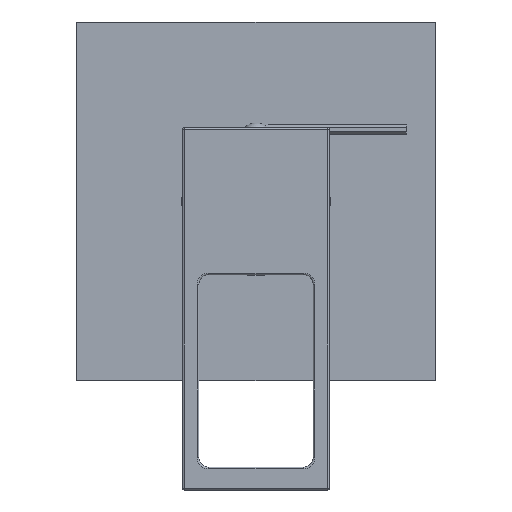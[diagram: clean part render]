
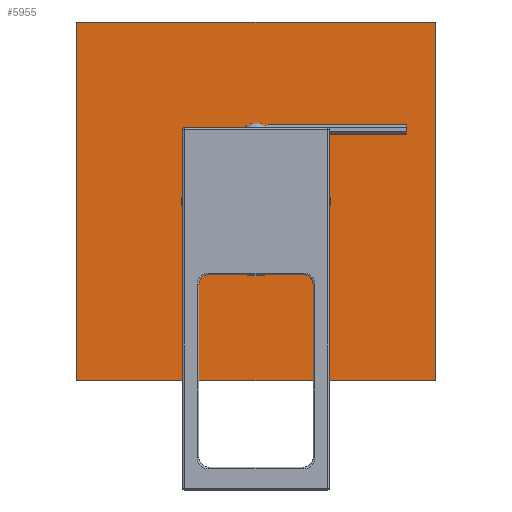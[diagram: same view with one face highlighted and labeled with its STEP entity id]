
A CAD part, top view. The second image highlights one B-rep face of the part: STEP entity #5955.
In plain terms, the highlighted face is planar.
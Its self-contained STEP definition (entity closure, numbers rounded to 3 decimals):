
#5608=CARTESIAN_POINT('',(0.,2.,0.));
#5609=DIRECTION('',(0.,-1.,0.));
#5610=DIRECTION('',(1.,0.,0.));
#5611=AXIS2_PLACEMENT_3D('',#5608,#5609,#5610);
#5616=CARTESIAN_POINT('',(0.,2.,0.));
#5617=DIRECTION('',(0.,-1.,0.));
#5618=DIRECTION('',(-1.,0.,0.));
#5619=AXIS2_PLACEMENT_3D('',#5616,#5617,#5618);
#5624=DIRECTION('',(0.,0.,1.));
#5625=VECTOR('',#5624,110.);
#5626=CARTESIAN_POINT('',(-55.,2.,-55.));
#5627=LINE('',#5626,#5625);
#5631=DIRECTION('',(-1.,0.,0.));
#5632=VECTOR('',#5631,110.);
#5633=CARTESIAN_POINT('',(55.,2.,-55.));
#5634=LINE('',#5633,#5632);
#5638=DIRECTION('',(0.,0.,-1.));
#5639=VECTOR('',#5638,110.);
#5640=CARTESIAN_POINT('',(55.,2.,55.));
#5641=LINE('',#5640,#5639);
#5645=DIRECTION('',(1.,0.,0.));
#5646=VECTOR('',#5645,110.);
#5647=CARTESIAN_POINT('',(-55.,2.,55.));
#5648=LINE('',#5647,#5646);
#5828=CARTESIAN_POINT('',(22.8,2.,0.));
#5829=CARTESIAN_POINT('',(-22.8,2.,0.));
#5830=VERTEX_POINT('',#5828);
#5831=VERTEX_POINT('',#5829);
#5832=CARTESIAN_POINT('',(-55.,2.,-55.));
#5833=CARTESIAN_POINT('',(-55.,2.,55.));
#5834=VERTEX_POINT('',#5832);
#5835=VERTEX_POINT('',#5833);
#5836=CARTESIAN_POINT('',(55.,2.,55.));
#5837=VERTEX_POINT('',#5836);
#5838=CARTESIAN_POINT('',(55.,2.,-55.));
#5839=VERTEX_POINT('',#5838);
#5936=CARTESIAN_POINT('',(0.,2.,0.));
#5937=DIRECTION('',(0.,1.,0.));
#5938=DIRECTION('',(1.,0.,0.));
#5939=AXIS2_PLACEMENT_3D('',#5936,#5937,#5938);
#5940=PLANE('',#5939);
#5942=ORIENTED_EDGE('',*,*,#5941,.F.);
#5944=ORIENTED_EDGE('',*,*,#5943,.F.);
#5946=ORIENTED_EDGE('',*,*,#5945,.F.);
#5948=ORIENTED_EDGE('',*,*,#5947,.F.);
#5949=EDGE_LOOP('',(#5942,#5944,#5946,#5948));
#5950=FACE_OUTER_BOUND('',#5949,.F.);
#5951=ORIENTED_EDGE('',*,*,#5916,.F.);
#5952=ORIENTED_EDGE('',*,*,#5930,.F.);
#5953=EDGE_LOOP('',(#5951,#5952));
#5954=FACE_BOUND('',#5953,.F.);
#5955=ADVANCED_FACE('',(#5950,#5954),#5940,.T.);
#5612=CIRCLE('',#5611,22.8);
#5620=CIRCLE('',#5619,22.8);
#5916=EDGE_CURVE('',#5830,#5831,#5612,.T.);
#5930=EDGE_CURVE('',#5831,#5830,#5620,.T.);
#5941=EDGE_CURVE('',#5834,#5835,#5627,.T.);
#5943=EDGE_CURVE('',#5839,#5834,#5634,.T.);
#5945=EDGE_CURVE('',#5837,#5839,#5641,.T.);
#5947=EDGE_CURVE('',#5835,#5837,#5648,.T.);
